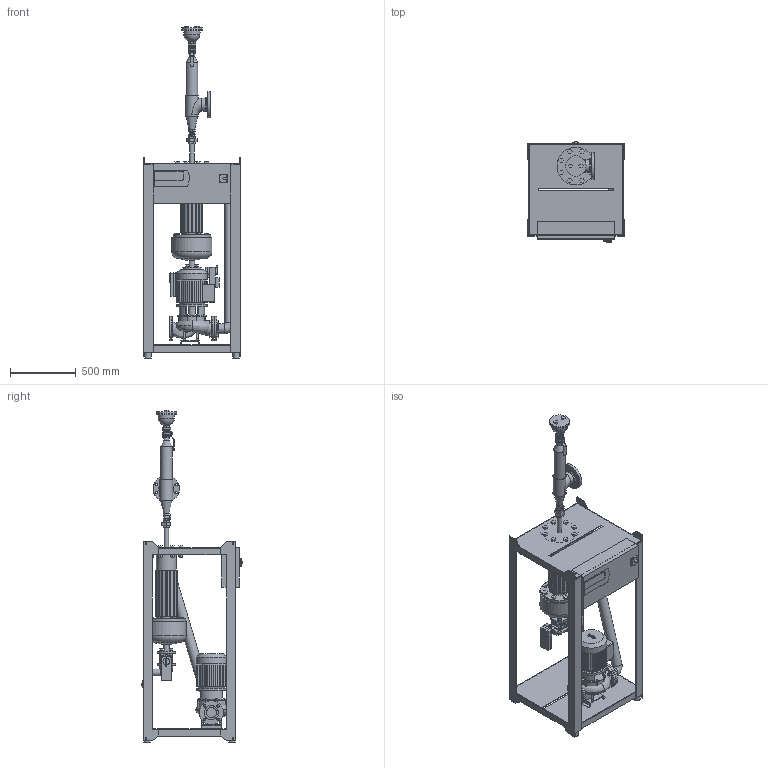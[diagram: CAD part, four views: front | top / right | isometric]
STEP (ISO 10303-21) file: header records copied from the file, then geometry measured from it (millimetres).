
FILE_DESCRIPTION(/* description */ (''),/* implementation_level */ '2;1');
FILE_NAME(/* name */ '3d_SiCleancomfort65-4194914.stp',/* time_stamp */ '2020-11-04T13:31:02+01:00',/* author */ ('Andrzej'),/* organization */ (''),/* preprocessor_version */ 'ST-DEVELOPER v16.13',/* originating_system */ 'AutoCAD Mechanical',/* authorisation */ '');
FILE_SCHEMA (('AUTOMOTIVE_DESIGN { 1 0 10303 214 3 1 1 }'));
Products named in the file (1): Product
Bounding box: 730 x 764.97 x 2519 mm (x, y, z)
Volume: 97553983.7 mm3; surface area: 8483186.2 mm2
Topology: 112 solids, 112 shells, 1642 faces, 3788 edges, 2455 vertices
Faces by surface type: plane 1112, cylinder 406, cone 57, bspline 33, torus 25, sphere 9
Full cylindrical faces by diameter (mm): 4 x8, 8 x8, 10 x7, 15 x4, 16 x12, 18 x28, 19 x8, 19.82 x1, 20 x18, 22 x16, 30 x12, 33.7 x1, 37 x8, 37.2 x2, 40 x1, 42.4 x5, 48 x1, 50 x9, 52 x1, 56 x1, 58 x1, 64 x1, 65 x2, 70 x1, 76.1 x7, 78 x2, 80 x1, 88.9 x2, 97 x2, 101 x2
Entity records: 56223 total; most frequent: CARTESIAN_POINT 19501, DIRECTION 7559, ORIENTED_EDGE 6934, EDGE_CURVE 3467, AXIS2_PLACEMENT_3D 2624, VERTEX_POINT 2408, LINE 2311, VECTOR 2311
